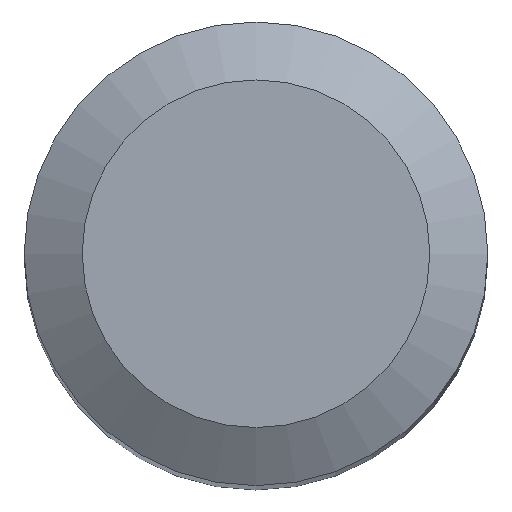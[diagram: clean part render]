
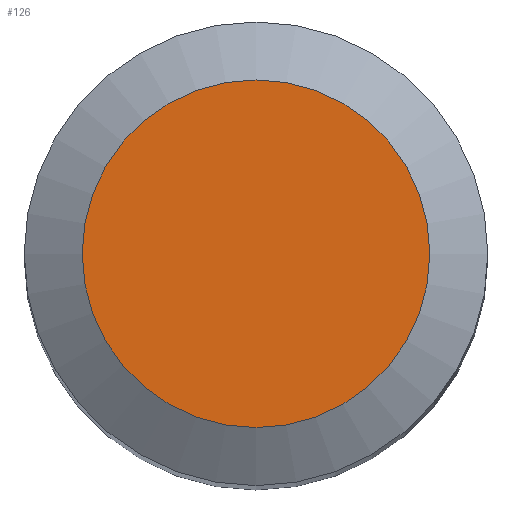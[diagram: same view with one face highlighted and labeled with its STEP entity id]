
A CAD part, top view. The second image highlights one B-rep face of the part: STEP entity #126.
In plain terms, the highlighted planar face has unit normal (0, 0, 1).
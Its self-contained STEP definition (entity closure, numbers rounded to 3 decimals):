
#126=ADVANCED_FACE('',(#180),#164,.T.);
#164=PLANE('',#784);
#180=FACE_OUTER_BOUND('',#208,.T.);
#208=EDGE_LOOP('',(#347));
#347=ORIENTED_EDGE('',*,*,#628,.T.);
#551=VERTEX_POINT('',#1018);
#628=EDGE_CURVE('',#551,#551,#726,.T.);
#726=CIRCLE('',#783,2.998);
#783=AXIS2_PLACEMENT_3D('',#1017,#856,#857);
#784=AXIS2_PLACEMENT_3D('',#1019,#858,#859);
#856=DIRECTION('',(0.,0.,1.));
#857=DIRECTION('',(1.,0.,0.));
#858=DIRECTION('',(0.,0.,1.));
#859=DIRECTION('',(-1.,0.,0.));
#1017=CARTESIAN_POINT('',(0.,0.,0.));
#1018=CARTESIAN_POINT('',(2.998,0.,0.));
#1019=CARTESIAN_POINT('',(0.,2.5,0.));
